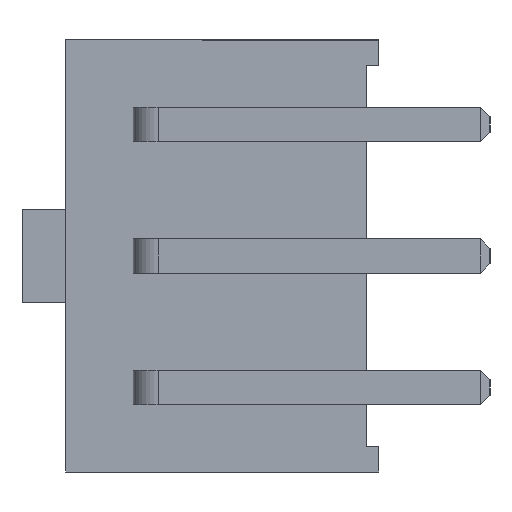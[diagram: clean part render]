
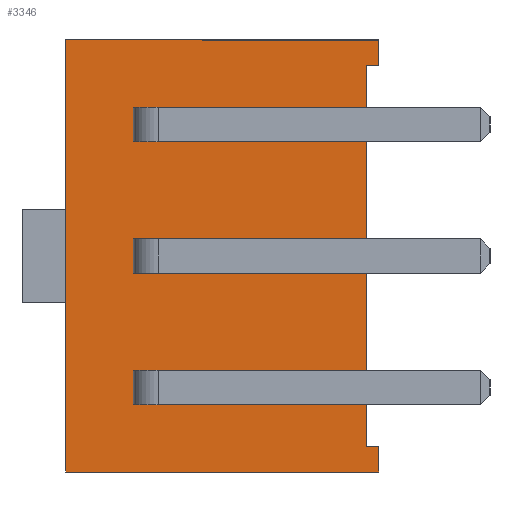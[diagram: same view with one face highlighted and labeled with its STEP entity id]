
A CAD part, left-side view. The second image highlights one B-rep face of the part: STEP entity #3346.
In plain terms, the highlighted planar face has unit normal (-1, 0, 0).
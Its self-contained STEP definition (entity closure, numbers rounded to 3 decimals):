
#62=FACE_BOUND('',#440,.T.);
#63=FACE_BOUND('',#441,.T.);
#64=FACE_BOUND('',#442,.T.);
#65=FACE_BOUND('',#443,.T.);
#66=FACE_BOUND('',#444,.T.);
#67=FACE_BOUND('',#445,.T.);
#247=FACE_OUTER_BOUND('',#439,.T.);
#439=EDGE_LOOP('',(#2786,#2787,#2788,#2789,#2790,#2791,#2792,#2793));
#440=EDGE_LOOP('',(#2794,#2795,#2796,#2797));
#441=EDGE_LOOP('',(#2798,#2799,#2800,#2801));
#442=EDGE_LOOP('',(#2802,#2803,#2804,#2805));
#443=EDGE_LOOP('',(#2806,#2807,#2808,#2809));
#444=EDGE_LOOP('',(#2810,#2811,#2812,#2813));
#445=EDGE_LOOP('',(#2814,#2815,#2816,#2817));
#449=LINE('',#4390,#855);
#451=LINE('',#4396,#857);
#454=LINE('',#4401,#860);
#494=LINE('',#4480,#900);
#496=LINE('',#4489,#902);
#498=LINE('',#4498,#904);
#500=LINE('',#4507,#906);
#504=LINE('',#4521,#910);
#509=LINE('',#4536,#915);
#514=LINE('',#4551,#920);
#519=LINE('',#4566,#925);
#524=LINE('',#4574,#930);
#528=LINE('',#4588,#934);
#533=LINE('',#4596,#939);
#537=LINE('',#4610,#943);
#542=LINE('',#4618,#948);
#546=LINE('',#4632,#952);
#551=LINE('',#4640,#957);
#555=LINE('',#4654,#961);
#560=LINE('',#4662,#966);
#566=LINE('',#4679,#972);
#748=LINE('',#5049,#1154);
#750=LINE('',#5052,#1156);
#754=LINE('',#5060,#1160);
#758=LINE('',#5068,#1164);
#764=LINE('',#5080,#1170);
#768=LINE('',#5088,#1174);
#770=LINE('',#5092,#1176);
#846=LINE('',#5250,#1252);
#848=LINE('',#5254,#1254);
#849=LINE('',#5257,#1255);
#851=LINE('',#5260,#1257);
#855=VECTOR('',#3572,10.);
#857=VECTOR('',#3576,10.);
#860=VECTOR('',#3581,10.);
#900=VECTOR('',#3625,10.);
#902=VECTOR('',#3633,10.);
#904=VECTOR('',#3641,10.);
#906=VECTOR('',#3649,10.);
#910=VECTOR('',#3661,10.);
#915=VECTOR('',#3674,10.);
#920=VECTOR('',#3687,10.);
#925=VECTOR('',#3700,10.);
#930=VECTOR('',#3707,10.);
#934=VECTOR('',#3719,10.);
#939=VECTOR('',#3726,10.);
#943=VECTOR('',#3738,10.);
#948=VECTOR('',#3745,10.);
#952=VECTOR('',#3757,10.);
#957=VECTOR('',#3764,10.);
#961=VECTOR('',#3776,10.);
#966=VECTOR('',#3783,10.);
#972=VECTOR('',#3797,10.);
#1154=VECTOR('',#4149,10.);
#1156=VECTOR('',#4153,10.);
#1160=VECTOR('',#4163,10.);
#1164=VECTOR('',#4173,10.);
#1170=VECTOR('',#4187,10.);
#1174=VECTOR('',#4197,10.);
#1176=VECTOR('',#4203,10.);
#1252=VECTOR('',#4367,10.);
#1254=VECTOR('',#4371,10.);
#1255=VECTOR('',#4374,10.);
#1257=VECTOR('',#4378,10.);
#1259=VERTEX_POINT('',#4384);
#1261=VERTEX_POINT('',#4388);
#1262=VERTEX_POINT('',#4392);
#1264=VERTEX_POINT('',#4395);
#1302=VERTEX_POINT('',#4478);
#1303=VERTEX_POINT('',#4482);
#1306=VERTEX_POINT('',#4487);
#1307=VERTEX_POINT('',#4491);
#1310=VERTEX_POINT('',#4496);
#1311=VERTEX_POINT('',#4500);
#1314=VERTEX_POINT('',#4505);
#1319=VERTEX_POINT('',#4518);
#1320=VERTEX_POINT('',#4520);
#1325=VERTEX_POINT('',#4533);
#1326=VERTEX_POINT('',#4535);
#1331=VERTEX_POINT('',#4548);
#1332=VERTEX_POINT('',#4550);
#1337=VERTEX_POINT('',#4563);
#1338=VERTEX_POINT('',#4565);
#1345=VERTEX_POINT('',#4585);
#1346=VERTEX_POINT('',#4587);
#1353=VERTEX_POINT('',#4607);
#1354=VERTEX_POINT('',#4609);
#1361=VERTEX_POINT('',#4629);
#1362=VERTEX_POINT('',#4631);
#1369=VERTEX_POINT('',#4651);
#1370=VERTEX_POINT('',#4653);
#1379=VERTEX_POINT('',#4678);
#1482=VERTEX_POINT('',#5048);
#1525=VERTEX_POINT('',#5248);
#1526=VERTEX_POINT('',#5252);
#1527=VERTEX_POINT('',#5256);
#1531=EDGE_CURVE('',#1259,#1261,#449,.T.);
#1533=EDGE_CURVE('',#1264,#1262,#451,.T.);
#1536=EDGE_CURVE('',#1261,#1264,#454,.T.);
#1576=EDGE_CURVE('',#1262,#1302,#494,.T.);
#1580=EDGE_CURVE('',#1303,#1306,#496,.T.);
#1584=EDGE_CURVE('',#1307,#1310,#498,.T.);
#1588=EDGE_CURVE('',#1311,#1314,#500,.T.);
#1594=EDGE_CURVE('',#1320,#1319,#504,.T.);
#1601=EDGE_CURVE('',#1326,#1325,#509,.T.);
#1608=EDGE_CURVE('',#1332,#1331,#514,.T.);
#1615=EDGE_CURVE('',#1338,#1337,#519,.T.);
#1620=EDGE_CURVE('',#1337,#1307,#524,.T.);
#1626=EDGE_CURVE('',#1346,#1345,#528,.T.);
#1631=EDGE_CURVE('',#1345,#1303,#533,.T.);
#1637=EDGE_CURVE('',#1354,#1353,#537,.T.);
#1642=EDGE_CURVE('',#1353,#1320,#542,.T.);
#1648=EDGE_CURVE('',#1362,#1361,#546,.T.);
#1653=EDGE_CURVE('',#1361,#1326,#551,.T.);
#1659=EDGE_CURVE('',#1370,#1369,#555,.T.);
#1664=EDGE_CURVE('',#1369,#1332,#560,.T.);
#1672=EDGE_CURVE('',#1379,#1311,#566,.T.);
#1854=EDGE_CURVE('',#1482,#1379,#748,.T.);
#1856=EDGE_CURVE('',#1314,#1482,#750,.T.);
#1860=EDGE_CURVE('',#1310,#1338,#754,.T.);
#1864=EDGE_CURVE('',#1306,#1346,#758,.T.);
#1870=EDGE_CURVE('',#1325,#1362,#764,.T.);
#1874=EDGE_CURVE('',#1319,#1354,#768,.T.);
#1876=EDGE_CURVE('',#1331,#1370,#770,.T.);
#1952=EDGE_CURVE('',#1302,#1525,#846,.T.);
#1954=EDGE_CURVE('',#1525,#1526,#848,.T.);
#1955=EDGE_CURVE('',#1526,#1527,#849,.T.);
#1957=EDGE_CURVE('',#1527,#1259,#851,.T.);
#2786=ORIENTED_EDGE('',*,*,#1955,.T.);
#2787=ORIENTED_EDGE('',*,*,#1957,.T.);
#2788=ORIENTED_EDGE('',*,*,#1531,.T.);
#2789=ORIENTED_EDGE('',*,*,#1536,.T.);
#2790=ORIENTED_EDGE('',*,*,#1533,.T.);
#2791=ORIENTED_EDGE('',*,*,#1576,.T.);
#2792=ORIENTED_EDGE('',*,*,#1952,.T.);
#2793=ORIENTED_EDGE('',*,*,#1954,.T.);
#2794=ORIENTED_EDGE('',*,*,#1856,.T.);
#2795=ORIENTED_EDGE('',*,*,#1854,.T.);
#2796=ORIENTED_EDGE('',*,*,#1672,.T.);
#2797=ORIENTED_EDGE('',*,*,#1588,.T.);
#2798=ORIENTED_EDGE('',*,*,#1860,.T.);
#2799=ORIENTED_EDGE('',*,*,#1615,.T.);
#2800=ORIENTED_EDGE('',*,*,#1620,.T.);
#2801=ORIENTED_EDGE('',*,*,#1584,.T.);
#2802=ORIENTED_EDGE('',*,*,#1864,.T.);
#2803=ORIENTED_EDGE('',*,*,#1626,.T.);
#2804=ORIENTED_EDGE('',*,*,#1631,.T.);
#2805=ORIENTED_EDGE('',*,*,#1580,.T.);
#2806=ORIENTED_EDGE('',*,*,#1870,.T.);
#2807=ORIENTED_EDGE('',*,*,#1648,.T.);
#2808=ORIENTED_EDGE('',*,*,#1653,.T.);
#2809=ORIENTED_EDGE('',*,*,#1601,.T.);
#2810=ORIENTED_EDGE('',*,*,#1874,.T.);
#2811=ORIENTED_EDGE('',*,*,#1637,.T.);
#2812=ORIENTED_EDGE('',*,*,#1642,.T.);
#2813=ORIENTED_EDGE('',*,*,#1594,.T.);
#2814=ORIENTED_EDGE('',*,*,#1876,.T.);
#2815=ORIENTED_EDGE('',*,*,#1659,.T.);
#2816=ORIENTED_EDGE('',*,*,#1664,.T.);
#2817=ORIENTED_EDGE('',*,*,#1608,.T.);
#2985=PLANE('',#3564);
#3346=ADVANCED_FACE('',(#247,#62,#63,#64,#65,#66,#67),#2985,.F.);
#3564=AXIS2_PLACEMENT_3D('',#5261,#4379,#4380);
#3572=DIRECTION('',(0.,1.,0.));
#3576=DIRECTION('',(0.,-1.,0.));
#3581=DIRECTION('',(0.,0.,1.));
#3625=DIRECTION('',(0.,0.,1.));
#3633=DIRECTION('',(0.,0.,-1.));
#3641=DIRECTION('',(0.,0.,-1.));
#3649=DIRECTION('',(0.,0.,-1.));
#3661=DIRECTION('',(0.,0.,-1.));
#3674=DIRECTION('',(0.,0.,-1.));
#3687=DIRECTION('',(0.,0.,-1.));
#3700=DIRECTION('',(0.,0.,1.));
#3707=DIRECTION('',(0.,-1.,0.));
#3719=DIRECTION('',(0.,0.,1.));
#3726=DIRECTION('',(0.,-1.,0.));
#3738=DIRECTION('',(0.,0.,1.));
#3745=DIRECTION('',(0.,-1.,0.));
#3757=DIRECTION('',(0.,0.,1.));
#3764=DIRECTION('',(0.,-1.,0.));
#3776=DIRECTION('',(0.,0.,1.));
#3783=DIRECTION('',(0.,-1.,0.));
#3797=DIRECTION('',(0.,-1.,0.));
#4149=DIRECTION('',(0.,0.,1.));
#4153=DIRECTION('',(0.,1.,0.));
#4163=DIRECTION('',(0.,1.,0.));
#4173=DIRECTION('',(0.,1.,0.));
#4187=DIRECTION('',(0.,1.,0.));
#4197=DIRECTION('',(0.,1.,0.));
#4203=DIRECTION('',(0.,1.,0.));
#4367=DIRECTION('',(0.,1.,0.));
#4371=DIRECTION('',(0.,0.,-1.));
#4374=DIRECTION('',(0.,-1.,0.));
#4378=DIRECTION('',(0.,0.,1.));
#4379=DIRECTION('center_axis',(1.,0.,0.));
#4380=DIRECTION('ref_axis',(0.,0.,-1.));
#4384=CARTESIAN_POINT('',(0.,0.,-13.));
#4388=CARTESIAN_POINT('',(0.,0.4,-13.));
#4390=CARTESIAN_POINT('',(0.,2.5,-13.));
#4392=CARTESIAN_POINT('',(0.,0.,-0.8));
#4395=CARTESIAN_POINT('',(0.,0.4,-0.8));
#4396=CARTESIAN_POINT('',(0.,2.5,-0.8));
#4401=CARTESIAN_POINT('',(0.,0.4,-6.9));
#4478=CARTESIAN_POINT('',(0.,0.,0.));
#4480=CARTESIAN_POINT('',(0.,0.,-18.75));
#4482=CARTESIAN_POINT('',(0.,2.55,-2.15));
#4487=CARTESIAN_POINT('',(0.,2.55,-3.25));
#4489=CARTESIAN_POINT('',(0.,2.55,-4.525));
#4491=CARTESIAN_POINT('',(0.,2.55,-6.35));
#4496=CARTESIAN_POINT('',(0.,2.55,-7.45));
#4498=CARTESIAN_POINT('',(0.,2.55,-6.625));
#4500=CARTESIAN_POINT('',(0.,2.55,-10.55));
#4505=CARTESIAN_POINT('',(0.,2.55,-11.65));
#4507=CARTESIAN_POINT('',(0.,2.55,-8.725));
#4518=CARTESIAN_POINT('',(0.,6.75,-3.25));
#4520=CARTESIAN_POINT('',(0.,6.75,-2.15));
#4521=CARTESIAN_POINT('',(0.,6.75,-4.525));
#4533=CARTESIAN_POINT('',(0.,6.75,-7.45));
#4535=CARTESIAN_POINT('',(0.,6.75,-6.35));
#4536=CARTESIAN_POINT('',(0.,6.75,-6.625));
#4548=CARTESIAN_POINT('',(0.,6.75,-11.65));
#4550=CARTESIAN_POINT('',(0.,6.75,-10.55));
#4551=CARTESIAN_POINT('',(0.,6.75,-8.725));
#4563=CARTESIAN_POINT('',(0.,3.65,-6.35));
#4565=CARTESIAN_POINT('',(0.,3.65,-7.45));
#4566=CARTESIAN_POINT('',(0.,3.65,-7.175));
#4574=CARTESIAN_POINT('',(0.,4.325,-6.35));
#4585=CARTESIAN_POINT('',(0.,3.65,-2.15));
#4587=CARTESIAN_POINT('',(0.,3.65,-3.25));
#4588=CARTESIAN_POINT('',(0.,3.65,-5.075));
#4596=CARTESIAN_POINT('',(0.,4.325,-2.15));
#4607=CARTESIAN_POINT('',(0.,7.85,-2.15));
#4609=CARTESIAN_POINT('',(0.,7.85,-3.25));
#4610=CARTESIAN_POINT('',(0.,7.85,-5.075));
#4618=CARTESIAN_POINT('',(0.,6.425,-2.15));
#4629=CARTESIAN_POINT('',(0.,7.85,-6.35));
#4631=CARTESIAN_POINT('',(0.,7.85,-7.45));
#4632=CARTESIAN_POINT('',(0.,7.85,-7.175));
#4640=CARTESIAN_POINT('',(0.,6.425,-6.35));
#4651=CARTESIAN_POINT('',(0.,7.85,-10.55));
#4653=CARTESIAN_POINT('',(0.,7.85,-11.65));
#4654=CARTESIAN_POINT('',(0.,7.85,-9.275));
#4662=CARTESIAN_POINT('',(0.,6.425,-10.55));
#4678=CARTESIAN_POINT('',(0.,3.65,-10.55));
#4679=CARTESIAN_POINT('',(0.,4.325,-10.55));
#5048=CARTESIAN_POINT('',(0.,3.65,-11.65));
#5049=CARTESIAN_POINT('',(0.,3.65,-9.275));
#5052=CARTESIAN_POINT('',(0.,3.775,-11.65));
#5060=CARTESIAN_POINT('',(0.,3.775,-7.45));
#5068=CARTESIAN_POINT('',(0.,3.775,-3.25));
#5080=CARTESIAN_POINT('',(0.,5.875,-7.45));
#5088=CARTESIAN_POINT('',(0.,5.875,-3.25));
#5092=CARTESIAN_POINT('',(0.,5.875,-11.65));
#5248=CARTESIAN_POINT('',(0.,10.,0.));
#5250=CARTESIAN_POINT('',(0.,0.,0.));
#5252=CARTESIAN_POINT('',(0.,10.,-13.8));
#5254=CARTESIAN_POINT('',(0.,10.,0.));
#5256=CARTESIAN_POINT('',(0.,0.,-13.8));
#5257=CARTESIAN_POINT('',(0.,5.,-13.8));
#5260=CARTESIAN_POINT('',(0.,0.,-18.75));
#5261=CARTESIAN_POINT('Origin',(0.,5.,-6.9));
